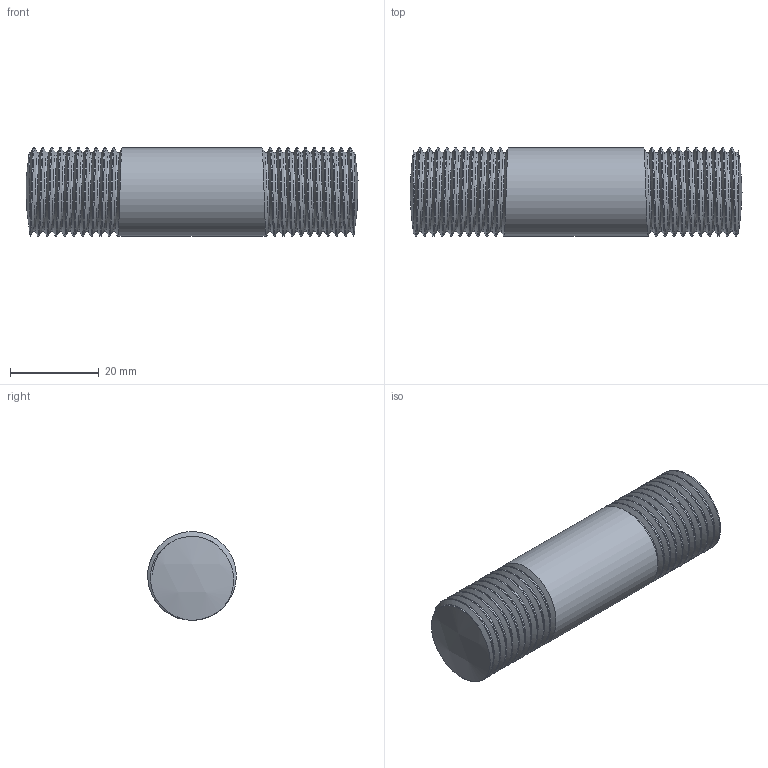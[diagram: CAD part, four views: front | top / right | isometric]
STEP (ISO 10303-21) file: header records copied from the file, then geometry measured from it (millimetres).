
FILE_DESCRIPTION (( 'STEP AP214' ), '1' );
FILE_NAME ('STUD M20.STEP', '2025-02-18T17:59:33', ( '' ), ( '' ), 'SwSTEP 2.0', 'SolidWorks 2025', '' );
FILE_SCHEMA (( 'AUTOMOTIVE_DESIGN' ));
Length unit declared in the file: millimetre
Products named in the file (1): STUD M20
Bounding box: 74.86 x 19.99 x 19.98 mm (x, y, z)
Volume: 21744.6 mm3; surface area: 6564.3 mm2
Topology: 1 solids, 1 shells, 31 faces, 85 edges, 56 vertices
Faces by surface type: cylinder 21, bspline 6, sphere 2, plane 2
Full cylindrical faces by diameter (mm): 20 x19
Entity records: 5122 total; most frequent: CARTESIAN_POINT 4926, ORIENTED_EDGE 48, EDGE_CURVE 24, DIRECTION 16, VERTEX_POINT 16, B_SPLINE_CURVE_WITH_KNOTS 13, FACE_OUTER_BOUND 12, EDGE_LOOP 12
